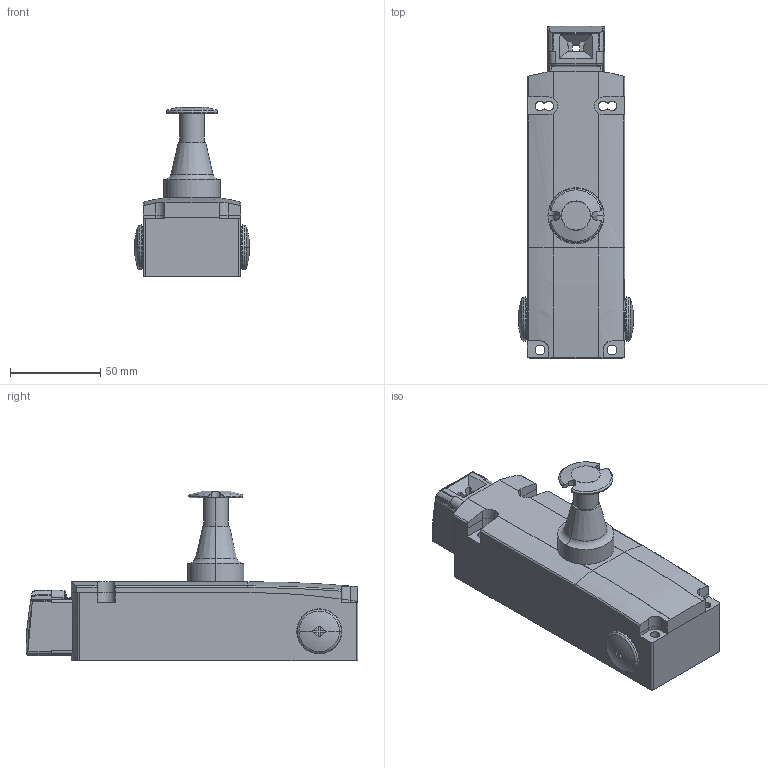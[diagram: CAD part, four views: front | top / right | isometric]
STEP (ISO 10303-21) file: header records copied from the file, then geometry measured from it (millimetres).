
FILE_DESCRIPTION(('STEP AP214'),'1');
FILE_NAME('cctmp_3D4F7B9B-D185-4A51-B47E-806D69D022F2_2023_07_21_12_30_58_0530..stp','2023-07-21T10:30:59',('SIEMENS A&D'),('CADClick - www.CADClick.com'),'Spatial InterOp 3D postprocessed',' ','unknown authorization');
FILE_SCHEMA(('AUTOMOTIVE_DESIGN'));
Length unit declared in the file: millimetre
Products named in the file (7): cc_unnamed; 2023_07_21_12_30_58_0500; 2023_07_21_12_30_58_0496; 2023_07_21_12_30_58_0492; 2023_07_21_12_30_58_0488; 2023_07_21_12_30_58_0484; 2023_07_21_12_30_58_0480
Assembly tree (6 placements, depth 2):
  cc_unnamed
    2023_07_21_12_30_58_0500
    2023_07_21_12_30_58_0496
    2023_07_21_12_30_58_0492
    2023_07_21_12_30_58_0488
    2023_07_21_12_30_58_0484
    2023_07_21_12_30_58_0480
Bounding box: 63.98 x 184.1 x 94 mm (x, y, z)
Volume: 214677.1 mm3; surface area: 84143.7 mm2
Topology: 6 solids, 6 shells, 467 faces, 1286 edges, 828 vertices
Faces by surface type: plane 223, cylinder 165, torus 47, cone 30, revolution 2
Entity records: 17213 total; most frequent: CARTESIAN_POINT 3707, ORIENTED_EDGE 2532, DIRECTION 2487, EDGE_CURVE 1266, AXIS2_PLACEMENT_3D 904, VERTEX_POINT 828, LINE 677, VECTOR 677
